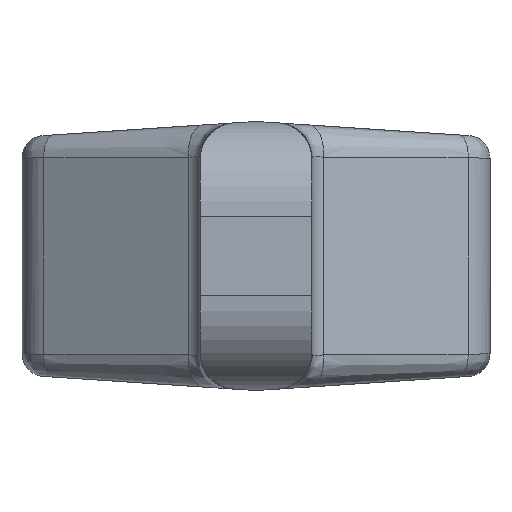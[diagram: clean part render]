
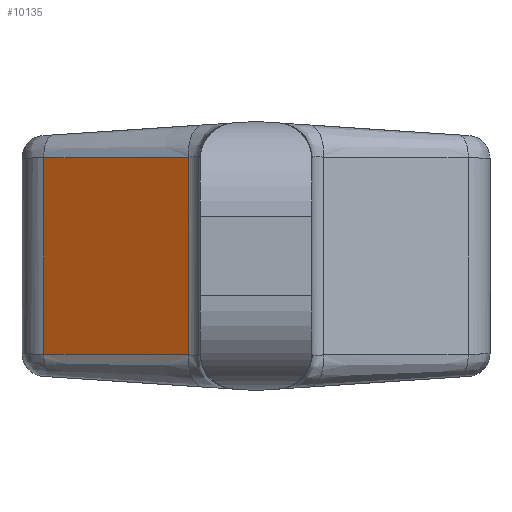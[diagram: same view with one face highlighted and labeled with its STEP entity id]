
A CAD part, left-side view. The second image highlights one B-rep face of the part: STEP entity #10135.
In plain terms, the highlighted planar face has unit normal (-0.866, 0.5, 0).
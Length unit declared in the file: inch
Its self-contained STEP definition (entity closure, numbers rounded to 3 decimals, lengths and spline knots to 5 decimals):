
#1279 = EDGE_CURVE ( 'NONE', #12830, #13359, #6882, .T. ) ;
#1464 = VERTEX_POINT ( 'NONE', #9513 ) ;
#1676 = EDGE_LOOP ( 'NONE', ( #3510, #13204, #4386, #13178 ) ) ;
#2848 = EDGE_CURVE ( 'NONE', #12400, #13359, #7495, .T. ) ;
#3418 = LINE ( 'NONE', #13625, #9713 ) ;
#3510 = ORIENTED_EDGE ( 'NONE', *, *, #11423, .T. ) ;
#3568 = CARTESIAN_POINT ( 'NONE',  ( -1.21705, 0.356, 0.51995 ) ) ;
#4298 = VECTOR ( 'NONE', #12500, 39.37008 ) ;
#4355 = PLANE ( 'NONE',  #10437 ) ;
#4386 = ORIENTED_EDGE ( 'NONE', *, *, #1279, .F. ) ;
#4653 = DIRECTION ( 'NONE',  ( 0., 0., 1. ) ) ;
#5166 = CARTESIAN_POINT ( 'NONE',  ( -1.21705, 0.356, 0.51995 ) ) ;
#5238 = CARTESIAN_POINT ( 'NONE',  ( -0.92387, 0.8638, 0.53468 ) ) ;
#6598 = CARTESIAN_POINT ( 'NONE',  ( -0.77798, 1.1165, 0.495 ) ) ;
#6882 = LINE ( 'NONE', #11338, #4298 ) ;
#7364 = CARTESIAN_POINT ( 'NONE',  ( -1.21705, 0.356, -0.51995 ) ) ;
#7489 = B_SPLINE_CURVE_WITH_KNOTS ( 'NONE', 3,
 ( #12984, #9711, #14010, #7364 ),
 .UNSPECIFIED., .F., .F.,
 ( 4, 4 ),
 ( 0., 1. ),
 .UNSPECIFIED. ) ;
#7495 = B_SPLINE_CURVE_WITH_KNOTS ( 'NONE', 3,
 ( #5166, #10708, #5238, #12964 ),
 .UNSPECIFIED., .F., .F.,
 ( 4, 4 ),
 ( 0., 1. ),
 .UNSPECIFIED. ) ;
#7694 = DIRECTION ( 'NONE',  ( -0.5, -0.866, 0. ) ) ;
#8873 = FACE_OUTER_BOUND ( 'NONE', #1676, .T. ) ;
#9513 = CARTESIAN_POINT ( 'NONE',  ( -1.21705, 0.356, -0.51995 ) ) ;
#9711 = CARTESIAN_POINT ( 'NONE',  ( -0.92387, 0.8638, -0.53468 ) ) ;
#9713 = VECTOR ( 'NONE', #4653, 39.37008 ) ;
#10135 = ADVANCED_FACE ( 'NONE', ( #8873 ), #4355, .T. ) ;
#10437 = AXIS2_PLACEMENT_3D ( 'NONE', #6598, #14132, #7694 ) ;
#10490 = EDGE_CURVE ( 'NONE', #12830, #1464, #7489, .T. ) ;
#10708 = CARTESIAN_POINT ( 'NONE',  ( -1.07116, 0.6087, 0.50317 ) ) ;
#10779 = CARTESIAN_POINT ( 'NONE',  ( -0.77798, 1.1165, -0.51789 ) ) ;
#11338 = CARTESIAN_POINT ( 'NONE',  ( -0.77798, 1.1165, 0.495 ) ) ;
#11423 = EDGE_CURVE ( 'NONE', #1464, #12400, #3418, .T. ) ;
#12122 = CARTESIAN_POINT ( 'NONE',  ( -0.77798, 1.1165, 0.51789 ) ) ;
#12400 = VERTEX_POINT ( 'NONE', #3568 ) ;
#12500 = DIRECTION ( 'NONE',  ( 0., 0., 1. ) ) ;
#12830 = VERTEX_POINT ( 'NONE', #10779 ) ;
#12964 = CARTESIAN_POINT ( 'NONE',  ( -0.77798, 1.1165, 0.51789 ) ) ;
#12984 = CARTESIAN_POINT ( 'NONE',  ( -0.77798, 1.1165, -0.51789 ) ) ;
#13178 = ORIENTED_EDGE ( 'NONE', *, *, #10490, .T. ) ;
#13204 = ORIENTED_EDGE ( 'NONE', *, *, #2848, .T. ) ;
#13359 = VERTEX_POINT ( 'NONE', #12122 ) ;
#13625 = CARTESIAN_POINT ( 'NONE',  ( -1.21705, 0.356, 0.68884 ) ) ;
#14010 = CARTESIAN_POINT ( 'NONE',  ( -1.07116, 0.6087, -0.50317 ) ) ;
#14132 = DIRECTION ( 'NONE',  ( -0.866, 0.5, 0. ) ) ;
